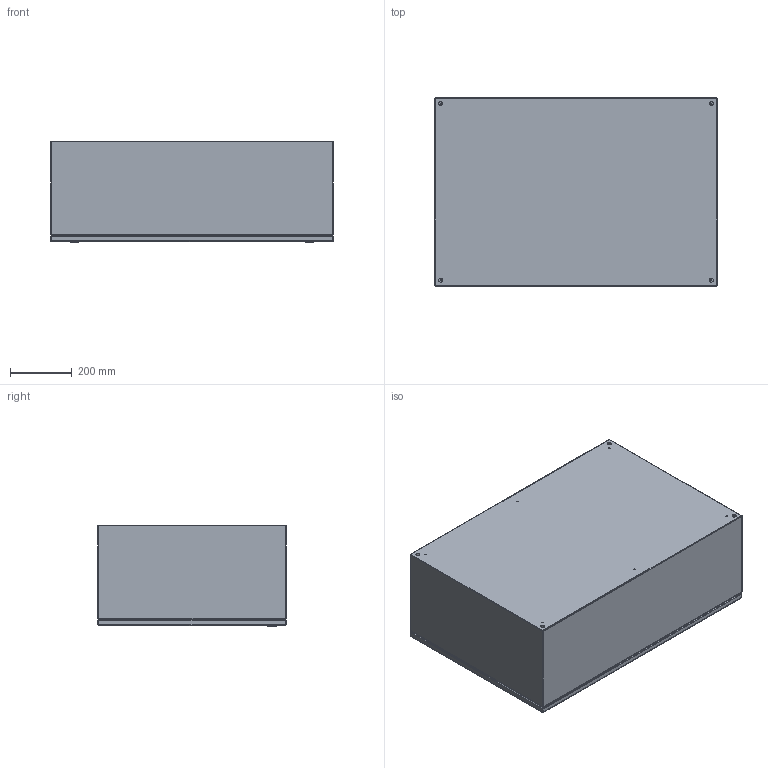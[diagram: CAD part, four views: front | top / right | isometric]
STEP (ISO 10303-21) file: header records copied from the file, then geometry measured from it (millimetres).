
FILE_DESCRIPTION (( 'STEP AP214' ), '1' );
FILE_NAME ('EN4SD362412S16.STEP', '2019-11-11T11:55:53', ( '' ), ( '' ), 'SwSTEP 2.0', 'SolidWorks 2019', '' );
FILE_SCHEMA (( 'AUTOMOTIVE_DESIGN' ));
Length unit declared in the file: inch
Products named in the file (1): EN4SD362412S16
Bounding box: 914.4 x 609.6 x 330.25 mm (x, y, z)
Volume: 4280065.3 mm3; surface area: 4736190.9 mm2
Topology: 37 solids, 38 shells, 942 faces, 2218 edges, 1388 vertices
Faces by surface type: plane 454, cylinder 308, bspline 114, torus 36, cone 30
Entity records: 43050 total; most frequent: CARTESIAN_POINT 9023, DIRECTION 4416, ORIENTED_EDGE 4404, EDGE_CURVE 2202, AXIS2_PLACEMENT_3D 1587, VERTEX_POINT 1388, VECTOR 1242, LINE 1242
